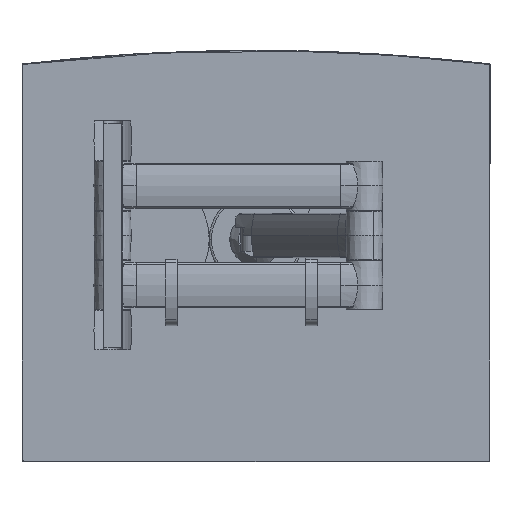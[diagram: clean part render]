
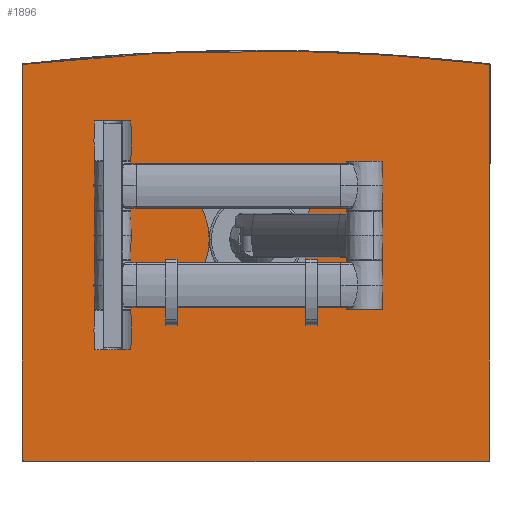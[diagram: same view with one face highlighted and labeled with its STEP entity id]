
A CAD part, left-side view. The second image highlights one B-rep face of the part: STEP entity #1896.
In plain terms, the highlighted face is planar.
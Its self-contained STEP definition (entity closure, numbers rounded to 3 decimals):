
#2 =( BOUNDED_CURVE ( )  B_SPLINE_CURVE ( 3, ( #10961, #4037, #6980, #8915 ),
 .UNSPECIFIED., .F., .F. ) 
 B_SPLINE_CURVE_WITH_KNOTS ( ( 4, 4 ),
 ( 0., 1. ),
 .UNSPECIFIED. ) 
 CURVE ( )  GEOMETRIC_REPRESENTATION_ITEM ( )  RATIONAL_B_SPLINE_CURVE ( ( 1., 0.995, 0.995, 1. ) ) 
 REPRESENTATION_ITEM ( '' )  );
#405 = VECTOR ( 'NONE', #9990, 1000. ) ;
#613 = VERTEX_POINT ( 'NONE', #5453 ) ;
#884 = DIRECTION ( 'NONE',  ( 0., 0.99, -0.143 ) ) ;
#1251 = CARTESIAN_POINT ( 'NONE',  ( -199.5, -164.108, 48.473 ) ) ;
#1354 = VERTEX_POINT ( 'NONE', #1251 ) ;
#1576 = LINE ( 'NONE', #8786, #7265 ) ;
#1650 = VERTEX_POINT ( 'NONE', #4633 ) ;
#1896 = ADVANCED_FACE ( 'NONE', ( #9808 ), #9041, .F. ) ;
#2567 = VERTEX_POINT ( 'NONE', #5183 ) ;
#4037 = CARTESIAN_POINT ( 'NONE',  ( -66.804, -179.53, 50.701 ) ) ;
#4370 = EDGE_CURVE ( 'NONE', #1650, #1354, #12653, .T. ) ;
#4633 = CARTESIAN_POINT ( 'NONE',  ( -199.5, 171.465, 0.005 ) ) ;
#4993 = DIRECTION ( 'NONE',  ( 0., 0.143, 0.99 ) ) ;
#5183 = CARTESIAN_POINT ( 'NONE',  ( 199.5, 171.465, 0.005 ) ) ;
#5453 = CARTESIAN_POINT ( 'NONE',  ( 199.5, -164.108, 48.473 ) ) ;
#5896 = CARTESIAN_POINT ( 'NONE',  ( -200., 171.465, 0.005 ) ) ;
#6061 = DIRECTION ( 'NONE',  ( 0., -0.99, 0.143 ) ) ;
#6980 = CARTESIAN_POINT ( 'NONE',  ( 66.804, -179.53, 50.701 ) ) ;
#7230 = EDGE_CURVE ( 'NONE', #2567, #1650, #10324, .T. ) ;
#7265 = VECTOR ( 'NONE', #884, 1000. ) ;
#7613 = EDGE_CURVE ( 'NONE', #613, #2567, #1576, .T. ) ;
#8014 = DIRECTION ( 'NONE',  ( -1., 0., 0. ) ) ;
#8786 = CARTESIAN_POINT ( 'NONE',  ( 199.5, 171.96, -0.066 ) ) ;
#8915 = CARTESIAN_POINT ( 'NONE',  ( 199.5, -164.108, 48.473 ) ) ;
#9041 = PLANE ( 'NONE',  #9579 ) ;
#9263 = VECTOR ( 'NONE', #8014, 1000. ) ;
#9579 = AXIS2_PLACEMENT_3D ( 'NONE', #10068, #4993, #6061 ) ;
#9808 = FACE_OUTER_BOUND ( 'NONE', #10793, .T. ) ;
#9968 = ORIENTED_EDGE ( 'NONE', *, *, #7613, .F. ) ;
#9990 = DIRECTION ( 'NONE',  ( 0., -0.99, 0.143 ) ) ;
#10067 = CARTESIAN_POINT ( 'NONE',  ( -199.5, 171.96, -0.066 ) ) ;
#10068 = CARTESIAN_POINT ( 'NONE',  ( -200., 171.96, -0.066 ) ) ;
#10217 = ORIENTED_EDGE ( 'NONE', *, *, #4370, .F. ) ;
#10324 = LINE ( 'NONE', #5896, #9263 ) ;
#10456 = ORIENTED_EDGE ( 'NONE', *, *, #7230, .F. ) ;
#10793 = EDGE_LOOP ( 'NONE', ( #10942, #10217, #10456, #9968 ) ) ;
#10942 = ORIENTED_EDGE ( 'NONE', *, *, #11864, .F. ) ;
#10961 = CARTESIAN_POINT ( 'NONE',  ( -199.5, -164.108, 48.473 ) ) ;
#11864 = EDGE_CURVE ( 'NONE', #1354, #613, #2, .T. ) ;
#12653 = LINE ( 'NONE', #10067, #405 ) ;
